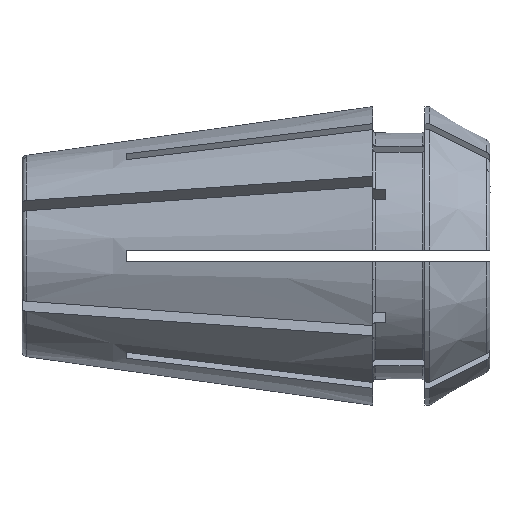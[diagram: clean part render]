
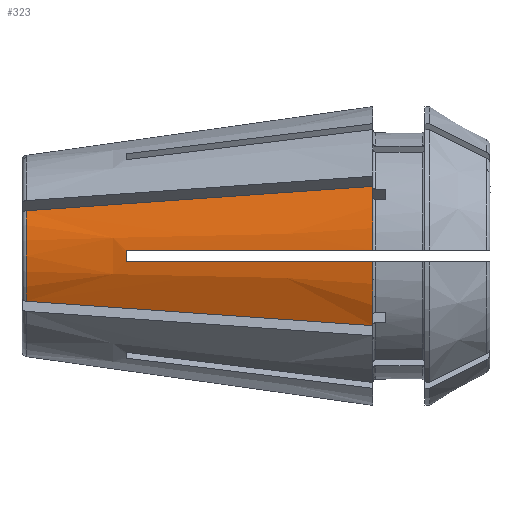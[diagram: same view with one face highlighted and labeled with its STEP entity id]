
A CAD part, front view. The second image highlights one B-rep face of the part: STEP entity #323.
In plain terms, the highlighted conical face has half-angle 8 degrees and reference radius 5.718 mm.
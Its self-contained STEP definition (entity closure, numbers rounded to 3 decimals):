
#323 = ADVANCED_FACE( '', ( #725 ), #726, .T. );
#725 = FACE_OUTER_BOUND( '', #1204, .T. );
#726 = CONICAL_SURFACE( '', #1205, 5.718, 0.14 );
#1204 = EDGE_LOOP( '', ( #2118, #2119, #2120, #2121, #2122, #2123, #2124, #2125 ) );
#1205 = AXIS2_PLACEMENT_3D( '', #2126, #2127, #2128 );
#2118 = ORIENTED_EDGE( '', *, *, #3373, .F. );
#2119 = ORIENTED_EDGE( '', *, *, #3374, .F. );
#2120 = ORIENTED_EDGE( '', *, *, #3160, .T. );
#2121 = ORIENTED_EDGE( '', *, *, #3375, .T. );
#2122 = ORIENTED_EDGE( '', *, *, #3376, .F. );
#2123 = ORIENTED_EDGE( '', *, *, #3283, .T. );
#2124 = ORIENTED_EDGE( '', *, *, #3377, .T. );
#2125 = ORIENTED_EDGE( '', *, *, #3378, .T. );
#2126 = CARTESIAN_POINT( '', ( -0.228, 0., 0. ) );
#2127 = DIRECTION( '', ( 1., 0., 0. ) );
#2128 = DIRECTION( '', ( 0., 0., -1. ) );
#3160 = EDGE_CURVE( '', #3893, #3891, #3894, .T. );
#3283 = EDGE_CURVE( '', #4091, #4094, #4096, .T. );
#3373 = EDGE_CURVE( '', #4226, #4227, #4228, .T. );
#3374 = EDGE_CURVE( '', #3893, #4226, #4229, .T. );
#3375 = EDGE_CURVE( '', #3891, #4230, #4231, .T. );
#3376 = EDGE_CURVE( '', #4091, #4230, #4232, .T. );
#3377 = EDGE_CURVE( '', #4094, #4233, #4234, .T. );
#3378 = EDGE_CURVE( '', #4233, #4227, #4235, .T. );
#3891 = VERTEX_POINT( '', #5242 );
#3893 = VERTEX_POINT( '', #5245 );
#3894 = B_SPLINE_CURVE_WITH_KNOTS( '', 3, ( #5246, #5247, #5248, #5249, #5250, #5251, #5252 ), .UNSPECIFIED., .F., .F., ( 4, 3, 4 ), ( 0., 0.007, 0.013 ), .UNSPECIFIED. );
#4091 = VERTEX_POINT( '', #5659 );
#4094 = VERTEX_POINT( '', #5664 );
#4096 = CIRCLE( '', #5667, 4.415 );
#4226 = VERTEX_POINT( '', #6002 );
#4227 = VERTEX_POINT( '', #6003 );
#4228 = B_SPLINE_CURVE_WITH_KNOTS( '', 3, ( #6004, #6005, #6006, #6007, #6008, #6009, #6010 ), .UNSPECIFIED., .F., .F., ( 4, 3, 4 ), ( 0., 0.007, 0.013 ), .UNSPECIFIED. );
#4229 = CIRCLE( '', #6011, 3.877 );
#4230 = VERTEX_POINT( '', #6012 );
#4231 = CIRCLE( '', #6013, 5.75 );
#4232 = B_SPLINE_CURVE_WITH_KNOTS( '', 3, ( #6014, #6015, #6016, #6017, #6018, #6019, #6020, #6021, #6022, #6023 ), .UNSPECIFIED., .F., .F., ( 4, 3, 3, 4 ), ( 0.007, 0.008, 0.016, 0.016 ), .UNSPECIFIED. );
#4233 = VERTEX_POINT( '', #6024 );
#4234 = B_SPLINE_CURVE_WITH_KNOTS( '', 3, ( #6025, #6026, #6027, #6028, #6029, #6030, #6031, #6032, #6033, #6034 ), .UNSPECIFIED., .F., .F., ( 4, 3, 3, 4 ), ( 0.007, 0.008, 0.016, 0.016 ), .UNSPECIFIED. );
#4235 = CIRCLE( '', #6035, 5.75 );
#5242 = CARTESIAN_POINT( '', ( 0., -5.088, -2.678 ) );
#5245 = CARTESIAN_POINT( '', ( -13.328, -3.464, -1.74 ) );
#5246 = CARTESIAN_POINT( '', ( -13.328, -3.464, -1.74 ) );
#5247 = CARTESIAN_POINT( '', ( -11.081, -3.738, -1.898 ) );
#5248 = CARTESIAN_POINT( '', ( -8.835, -4.012, -2.057 ) );
#5249 = CARTESIAN_POINT( '', ( -6.588, -4.286, -2.215 ) );
#5250 = CARTESIAN_POINT( '', ( -4.392, -4.553, -2.369 ) );
#5251 = CARTESIAN_POINT( '', ( -2.196, -4.821, -2.524 ) );
#5252 = CARTESIAN_POINT( '', ( 0., -5.088, -2.678 ) );
#5659 = CARTESIAN_POINT( '', ( -9.5, -4.409, -0.225 ) );
#5664 = CARTESIAN_POINT( '', ( -9.5, -4.409, 0.225 ) );
#5667 = AXIS2_PLACEMENT_3D( '', #7061, #7062, #7063 );
#6002 = CARTESIAN_POINT( '', ( -13.328, -3.464, 1.74 ) );
#6003 = CARTESIAN_POINT( '', ( 0., -5.088, 2.678 ) );
#6004 = CARTESIAN_POINT( '', ( -13.328, -3.464, 1.74 ) );
#6005 = CARTESIAN_POINT( '', ( -11.081, -3.738, 1.898 ) );
#6006 = CARTESIAN_POINT( '', ( -8.835, -4.012, 2.057 ) );
#6007 = CARTESIAN_POINT( '', ( -6.588, -4.286, 2.215 ) );
#6008 = CARTESIAN_POINT( '', ( -4.392, -4.553, 2.369 ) );
#6009 = CARTESIAN_POINT( '', ( -2.196, -4.821, 2.524 ) );
#6010 = CARTESIAN_POINT( '', ( 0., -5.088, 2.678 ) );
#6011 = AXIS2_PLACEMENT_3D( '', #7143, #7144, #7145 );
#6012 = CARTESIAN_POINT( '', ( 0., -5.746, -0.225 ) );
#6013 = AXIS2_PLACEMENT_3D( '', #7146, #7147, #7148 );
#6014 = CARTESIAN_POINT( '', ( -9.5, -4.409, -0.225 ) );
#6015 = CARTESIAN_POINT( '', ( -9.114, -4.463, -0.225 ) );
#6016 = CARTESIAN_POINT( '', ( -8.727, -4.518, -0.225 ) );
#6017 = CARTESIAN_POINT( '', ( -8.341, -4.572, -0.225 ) );
#6018 = CARTESIAN_POINT( '', ( -5.688, -4.945, -0.225 ) );
#6019 = CARTESIAN_POINT( '', ( -3.035, -5.319, -0.225 ) );
#6020 = CARTESIAN_POINT( '', ( -0.383, -5.692, -0.225 ) );
#6021 = CARTESIAN_POINT( '', ( -0.255, -5.71, -0.225 ) );
#6022 = CARTESIAN_POINT( '', ( -0.128, -5.728, -0.225 ) );
#6023 = CARTESIAN_POINT( '', ( 0., -5.746, -0.225 ) );
#6024 = CARTESIAN_POINT( '', ( 0., -5.746, 0.225 ) );
#6025 = CARTESIAN_POINT( '', ( -9.5, -4.409, 0.225 ) );
#6026 = CARTESIAN_POINT( '', ( -9.114, -4.463, 0.225 ) );
#6027 = CARTESIAN_POINT( '', ( -8.727, -4.518, 0.225 ) );
#6028 = CARTESIAN_POINT( '', ( -8.341, -4.572, 0.225 ) );
#6029 = CARTESIAN_POINT( '', ( -5.688, -4.945, 0.225 ) );
#6030 = CARTESIAN_POINT( '', ( -3.035, -5.319, 0.225 ) );
#6031 = CARTESIAN_POINT( '', ( -0.383, -5.692, 0.225 ) );
#6032 = CARTESIAN_POINT( '', ( -0.255, -5.71, 0.225 ) );
#6033 = CARTESIAN_POINT( '', ( -0.128, -5.728, 0.225 ) );
#6034 = CARTESIAN_POINT( '', ( 0., -5.746, 0.225 ) );
#6035 = AXIS2_PLACEMENT_3D( '', #7149, #7150, #7151 );
#7061 = CARTESIAN_POINT( '', ( -9.5, 0., 0. ) );
#7062 = DIRECTION( '', ( -1., 0., 0. ) );
#7063 = DIRECTION( '', ( 0., 0., 1. ) );
#7143 = CARTESIAN_POINT( '', ( -13.328, 0., 0. ) );
#7144 = DIRECTION( '', ( -1., 0., 0. ) );
#7145 = DIRECTION( '', ( 0., 0., 1. ) );
#7146 = CARTESIAN_POINT( '', ( 0., 0., 0. ) );
#7147 = DIRECTION( '', ( -1., 0., 0. ) );
#7148 = DIRECTION( '', ( 0., 0., 1. ) );
#7149 = CARTESIAN_POINT( '', ( 0., 0., 0. ) );
#7150 = DIRECTION( '', ( -1., 0., 0. ) );
#7151 = DIRECTION( '', ( 0., 0., 1. ) );
